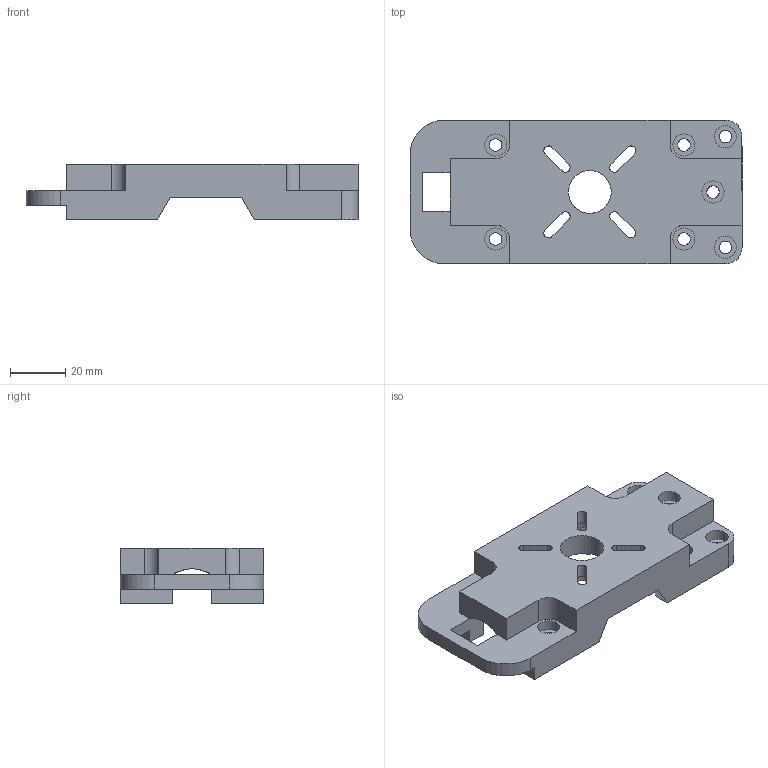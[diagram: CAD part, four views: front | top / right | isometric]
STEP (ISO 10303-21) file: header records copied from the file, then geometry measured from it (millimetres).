
FILE_DESCRIPTION (( 'STEP AP214' ), '1' );
FILE_NAME ('Motor_Mount_Body.STEP', '2019-02-11T23:53:34', ( '' ), ( '' ), 'SwSTEP 2.0', 'SolidWorks 2018', '' );
FILE_SCHEMA (( 'AUTOMOTIVE_DESIGN' ));
Length unit declared in the file: millimetre
Products named in the file (1): Motor_Mount_Body
Bounding box: 120 x 52 x 20 mm (x, y, z)
Volume: 53835.8 mm3; surface area: 21593.3 mm2
Topology: 1 solids, 1 shells, 138 faces, 382 edges, 254 vertices
Faces by surface type: plane 70, cylinder 68
Entity records: 4612 total; most frequent: CARTESIAN_POINT 865, DIRECTION 792, ORIENTED_EDGE 764, EDGE_CURVE 382, AXIS2_PLACEMENT_3D 277, VERTEX_POINT 254, VECTOR 238, LINE 238
